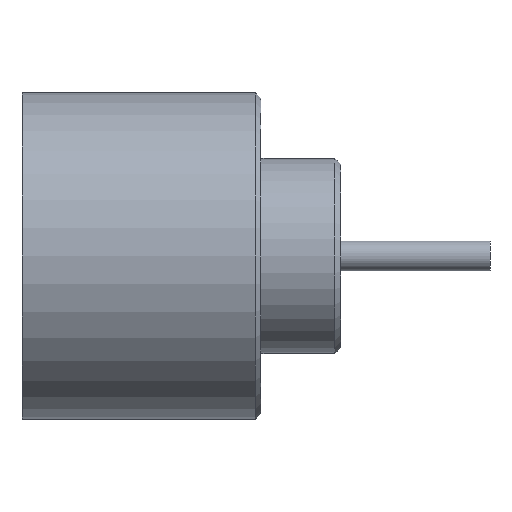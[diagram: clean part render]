
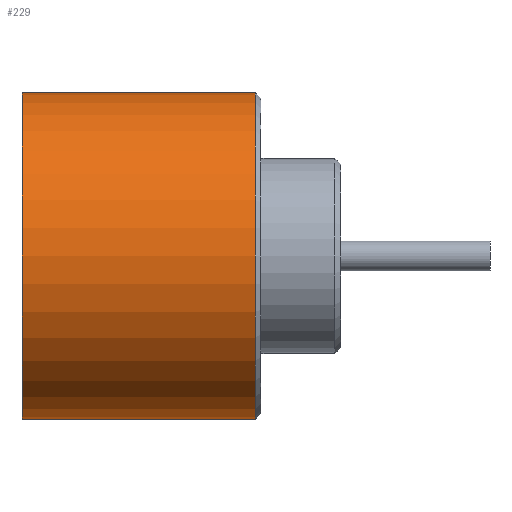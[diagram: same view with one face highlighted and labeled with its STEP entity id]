
A CAD part, front view. The second image highlights one B-rep face of the part: STEP entity #229.
In plain terms, the highlighted cylindrical face has radius 2.083 mm (diameter 4.166 mm), a full revolution.
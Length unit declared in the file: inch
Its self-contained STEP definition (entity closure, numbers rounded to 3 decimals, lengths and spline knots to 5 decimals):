
#27 = CARTESIAN_POINT ( 'NONE',  ( 0., 0., 0. ) ) ;
#43 = EDGE_CURVE ( 'NONE', #120, #120, #342, .T. ) ;
#51 = DIRECTION ( 'NONE',  ( -1., 0., 0. ) ) ;
#72 = DIRECTION ( 'NONE',  ( 0., 0., -1. ) ) ;
#89 = VERTEX_POINT ( 'NONE', #160 ) ;
#91 = CIRCLE ( 'NONE', #117, 0.082 ) ;
#117 = AXIS2_PLACEMENT_3D ( 'NONE', #27, #151, #308 ) ;
#120 = VERTEX_POINT ( 'NONE', #370 ) ;
#129 = AXIS2_PLACEMENT_3D ( 'NONE', #320, #51, #239 ) ;
#151 = DIRECTION ( 'NONE',  ( -1., 0., 0. ) ) ;
#160 = CARTESIAN_POINT ( 'NONE',  ( 0., 0., 0.082 ) ) ;
#187 = AXIS2_PLACEMENT_3D ( 'NONE', #302, #460, #72 ) ;
#191 = FACE_OUTER_BOUND ( 'NONE', #374, .T. ) ;
#211 = ORIENTED_EDGE ( 'NONE', *, *, #486, .F. ) ;
#229 = ADVANCED_FACE ( 'NONE', ( #231, #191 ), #510, .T. ) ;
#231 = FACE_OUTER_BOUND ( 'NONE', #502, .T. ) ;
#239 = DIRECTION ( 'NONE',  ( 0., 0., 1. ) ) ;
#302 = CARTESIAN_POINT ( 'NONE',  ( 0.117, 0., 0. ) ) ;
#308 = DIRECTION ( 'NONE',  ( 0., 0., 1. ) ) ;
#320 = CARTESIAN_POINT ( 'NONE',  ( 0.23, 0., 0. ) ) ;
#342 = CIRCLE ( 'NONE', #187, 0.082 ) ;
#370 = CARTESIAN_POINT ( 'NONE',  ( 0.117, 0., -0.082 ) ) ;
#371 = ORIENTED_EDGE ( 'NONE', *, *, #43, .T. ) ;
#374 = EDGE_LOOP ( 'NONE', ( #211 ) ) ;
#460 = DIRECTION ( 'NONE',  ( -1., 0., 0. ) ) ;
#486 = EDGE_CURVE ( 'NONE', #89, #89, #91, .T. ) ;
#502 = EDGE_LOOP ( 'NONE', ( #371 ) ) ;
#510 = CYLINDRICAL_SURFACE ( 'NONE', #129, 0.082 ) ;
